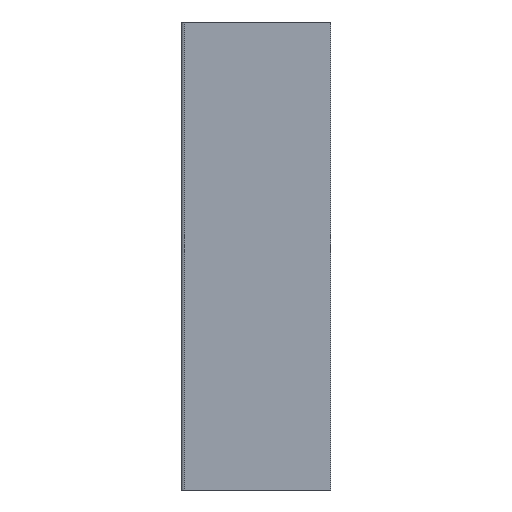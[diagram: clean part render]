
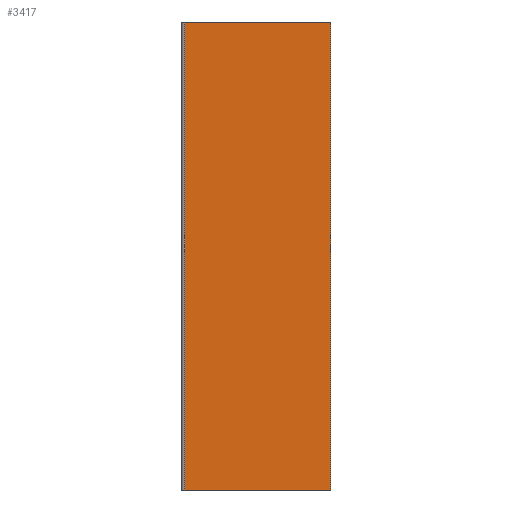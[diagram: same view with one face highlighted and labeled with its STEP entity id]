
A CAD part, left-side view. The second image highlights one B-rep face of the part: STEP entity #3417.
In plain terms, the highlighted planar face has unit normal (-1, 0.031, 0).
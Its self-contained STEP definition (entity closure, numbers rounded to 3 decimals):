
#20 = VERTEX_POINT ( 'NONE', #2598 ) ;
#188 = DIRECTION ( 'NONE',  ( -0.031, -1., 0. ) ) ;
#339 = AXIS2_PLACEMENT_3D ( 'NONE', #1766, #1697, #999 ) ;
#349 = CARTESIAN_POINT ( 'NONE',  ( -60.219, 25.019, 40. ) ) ;
#561 = CARTESIAN_POINT ( 'NONE',  ( -61., 0., 40. ) ) ;
#741 = VECTOR ( 'NONE', #1940, 1000. ) ;
#775 = LINE ( 'NONE', #3862, #1454 ) ;
#870 = VERTEX_POINT ( 'NONE', #4016 ) ;
#999 = DIRECTION ( 'NONE',  ( 0.031, 1., 0. ) ) ;
#1248 = ORIENTED_EDGE ( 'NONE', *, *, #1434, .F. ) ;
#1259 = VERTEX_POINT ( 'NONE', #349 ) ;
#1271 = DIRECTION ( 'NONE',  ( -0.031, -1., 0. ) ) ;
#1337 = FACE_OUTER_BOUND ( 'NONE', #3461, .T. ) ;
#1434 = EDGE_CURVE ( 'NONE', #1259, #1522, #2645, .T. ) ;
#1454 = VECTOR ( 'NONE', #2491, 1000. ) ;
#1522 = VERTEX_POINT ( 'NONE', #2984 ) ;
#1697 = DIRECTION ( 'NONE',  ( 1., -0.031, 0. ) ) ;
#1766 = CARTESIAN_POINT ( 'NONE',  ( -61., 0., 40. ) ) ;
#1940 = DIRECTION ( 'NONE',  ( 0., 0., -1. ) ) ;
#2116 = ORIENTED_EDGE ( 'NONE', *, *, #3127, .T. ) ;
#2381 = ORIENTED_EDGE ( 'NONE', *, *, #3172, .T. ) ;
#2491 = DIRECTION ( 'NONE',  ( 0., 0., -1. ) ) ;
#2534 = EDGE_CURVE ( 'NONE', #1522, #20, #3649, .T. ) ;
#2565 = CARTESIAN_POINT ( 'NONE',  ( -61., 0., -40. ) ) ;
#2598 = CARTESIAN_POINT ( 'NONE',  ( -61., 0., -40. ) ) ;
#2645 = LINE ( 'NONE', #2693, #3699 ) ;
#2693 = CARTESIAN_POINT ( 'NONE',  ( -61., 0., 40. ) ) ;
#2902 = LINE ( 'NONE', #2565, #4012 ) ;
#2984 = CARTESIAN_POINT ( 'NONE',  ( -61., 0., 40. ) ) ;
#3119 = PLANE ( 'NONE',  #339 ) ;
#3127 = EDGE_CURVE ( 'NONE', #1259, #870, #775, .T. ) ;
#3172 = EDGE_CURVE ( 'NONE', #870, #20, #2902, .T. ) ;
#3201 = ORIENTED_EDGE ( 'NONE', *, *, #2534, .F. ) ;
#3417 = ADVANCED_FACE ( 'NONE', ( #1337 ), #3119, .F. ) ;
#3461 = EDGE_LOOP ( 'NONE', ( #2381, #3201, #1248, #2116 ) ) ;
#3649 = LINE ( 'NONE', #561, #741 ) ;
#3699 = VECTOR ( 'NONE', #1271, 1000. ) ;
#3862 = CARTESIAN_POINT ( 'NONE',  ( -60.219, 25.019, 40. ) ) ;
#4012 = VECTOR ( 'NONE', #188, 1000. ) ;
#4016 = CARTESIAN_POINT ( 'NONE',  ( -60.219, 25.019, -40. ) ) ;
